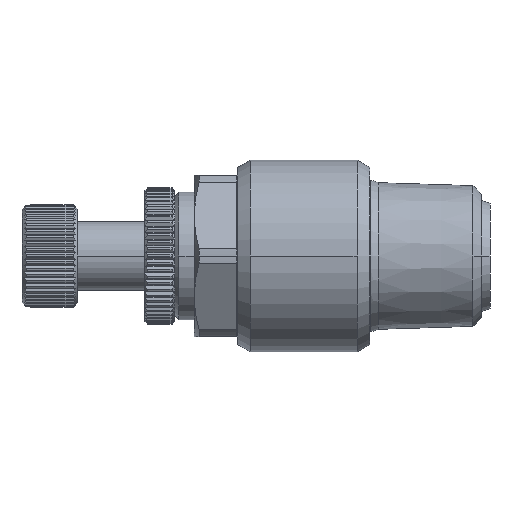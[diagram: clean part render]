
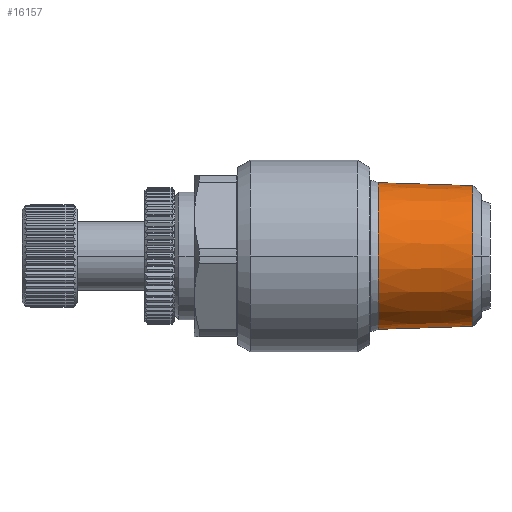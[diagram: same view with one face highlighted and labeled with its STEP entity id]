
A CAD part, left-side view. The second image highlights one B-rep face of the part: STEP entity #16157.
In plain terms, the highlighted conical face has half-angle 1.79 degrees and reference radius 8.6 mm.
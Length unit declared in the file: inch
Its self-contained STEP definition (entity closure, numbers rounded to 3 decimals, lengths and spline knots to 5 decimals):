
#364 = ORIENTED_EDGE ( 'NONE', *, *, #2855, .T. ) ;
#830 = VECTOR ( 'NONE', #10048, 39.37008 ) ;
#902 = CARTESIAN_POINT ( 'NONE',  ( 0., 0.51575, -0.33858 ) ) ;
#1206 = VERTEX_POINT ( 'NONE', #12532 ) ;
#1212 = ORIENTED_EDGE ( 'NONE', *, *, #3945, .T. ) ;
#1519 = CARTESIAN_POINT ( 'NONE',  ( 0., 0.51575, 0.33858 ) ) ;
#1971 = CARTESIAN_POINT ( 'NONE',  ( 0., 0.51575, 0.33858 ) ) ;
#2329 = AXIS2_PLACEMENT_3D ( 'NONE', #9866, #12500, #3345 ) ;
#2491 = DIRECTION ( 'NONE',  ( 0., 1., 0. ) ) ;
#2812 = VERTEX_POINT ( 'NONE', #13579 ) ;
#2855 = EDGE_CURVE ( 'NONE', #1206, #2812, #13358, .T. ) ;
#3162 = CONICAL_SURFACE ( 'NONE', #2329, 0.33858, 0.031 ) ;
#3345 = DIRECTION ( 'NONE',  ( 0., 0., 1. ) ) ;
#3599 = EDGE_CURVE ( 'NONE', #1206, #4789, #7374, .T. ) ;
#3600 = AXIS2_PLACEMENT_3D ( 'NONE', #10323, #2491, #11644 ) ;
#3945 = EDGE_CURVE ( 'NONE', #9786, #11005, #14552, .T. ) ;
#4772 = CARTESIAN_POINT ( 'NONE',  ( 0., 0.51575, -0.33858 ) ) ;
#4789 = VERTEX_POINT ( 'NONE', #4772 ) ;
#5591 = DIRECTION ( 'NONE',  ( 0., 1., 0. ) ) ;
#5853 = DIRECTION ( 'NONE',  ( 0., 1., 0. ) ) ;
#6277 = ORIENTED_EDGE ( 'NONE', *, *, #3599, .F. ) ;
#7374 = LINE ( 'NONE', #902, #830 ) ;
#8282 = FACE_OUTER_BOUND ( 'NONE', #12440, .T. ) ;
#8923 = CARTESIAN_POINT ( 'NONE',  ( 0., 0.07872, 0.32493 ) ) ;
#9286 = EDGE_CURVE ( 'NONE', #2812, #9786, #16072, .T. ) ;
#9786 = VERTEX_POINT ( 'NONE', #8923 ) ;
#9866 = CARTESIAN_POINT ( 'NONE',  ( 0., 0.51575, 0. ) ) ;
#9970 = EDGE_CURVE ( 'NONE', #4789, #11005, #12163, .T. ) ;
#9971 = ORIENTED_EDGE ( 'NONE', *, *, #9970, .F. ) ;
#10048 = DIRECTION ( 'NONE',  ( 0., 1., -0.031 ) ) ;
#10320 = ORIENTED_EDGE ( 'NONE', *, *, #9286, .T. ) ;
#10323 = CARTESIAN_POINT ( 'NONE',  ( 0., 0.07872, 0. ) ) ;
#10518 = AXIS2_PLACEMENT_3D ( 'NONE', #13396, #5591, #14714 ) ;
#11005 = VERTEX_POINT ( 'NONE', #1971 ) ;
#11050 = VECTOR ( 'NONE', #15940, 39.37008 ) ;
#11644 = DIRECTION ( 'NONE',  ( -1., 0., 0. ) ) ;
#12163 = CIRCLE ( 'NONE', #10518, 0.33858 ) ;
#12440 = EDGE_LOOP ( 'NONE', ( #6277, #364, #10320, #1212, #9971 ) ) ;
#12500 = DIRECTION ( 'NONE',  ( 0., 1., 0. ) ) ;
#12532 = CARTESIAN_POINT ( 'NONE',  ( 0., 0.07872, -0.32493 ) ) ;
#12587 = AXIS2_PLACEMENT_3D ( 'NONE', #13689, #5853, #15002 ) ;
#13358 = CIRCLE ( 'NONE', #12587, 0.32493 ) ;
#13396 = CARTESIAN_POINT ( 'NONE',  ( 0., 0.51575, 0. ) ) ;
#13579 = CARTESIAN_POINT ( 'NONE',  ( -0.32493, 0.07872, 0. ) ) ;
#13689 = CARTESIAN_POINT ( 'NONE',  ( 0., 0.07872, 0. ) ) ;
#14552 = LINE ( 'NONE', #1519, #11050 ) ;
#14714 = DIRECTION ( 'NONE',  ( 0., 0., 1. ) ) ;
#15002 = DIRECTION ( 'NONE',  ( -1., 0., 0. ) ) ;
#15940 = DIRECTION ( 'NONE',  ( 0., 1., 0.031 ) ) ;
#16072 = CIRCLE ( 'NONE', #3600, 0.32493 ) ;
#16157 = ADVANCED_FACE ( 'NONE', ( #8282 ), #3162, .T. ) ;
